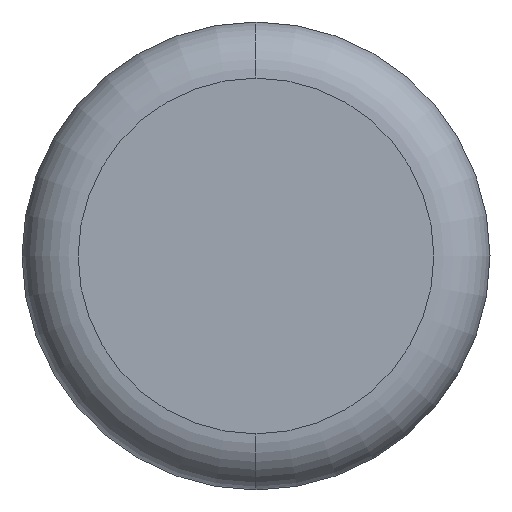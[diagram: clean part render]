
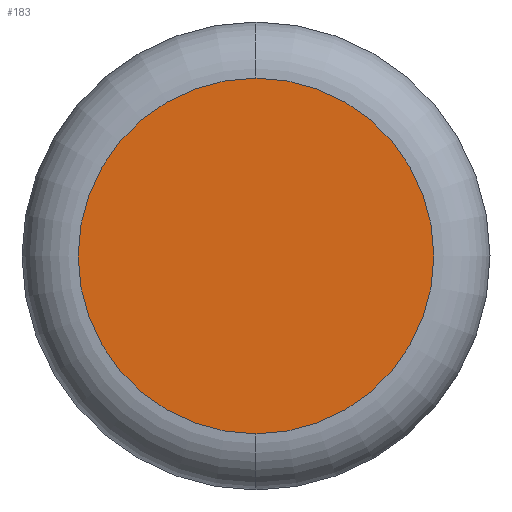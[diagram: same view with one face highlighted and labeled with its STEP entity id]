
A CAD part, front view. The second image highlights one B-rep face of the part: STEP entity #183.
In plain terms, the highlighted planar face has unit normal (0, -1, 0).
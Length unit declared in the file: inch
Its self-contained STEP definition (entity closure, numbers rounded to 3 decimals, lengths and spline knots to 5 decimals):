
#2 = CARTESIAN_POINT ( 'NONE',  ( 0., 0., 0. ) ) ;
#13 = EDGE_CURVE ( 'NONE', #467, #394, #470, .T. ) ;
#70 = CARTESIAN_POINT ( 'NONE',  ( 0., 0., -0.095 ) ) ;
#80 = ORIENTED_EDGE ( 'NONE', *, *, #475, .T. ) ;
#98 = CARTESIAN_POINT ( 'NONE',  ( 0., 0., 0. ) ) ;
#103 = CIRCLE ( 'NONE', #445, 0.095 ) ;
#183 = ADVANCED_FACE ( 'NONE', ( #224 ), #442, .T. ) ;
#184 = DIRECTION ( 'NONE',  ( 0., -1., 0. ) ) ;
#223 = EDGE_LOOP ( 'NONE', ( #80, #431 ) ) ;
#224 = FACE_OUTER_BOUND ( 'NONE', #223, .T. ) ;
#272 = CARTESIAN_POINT ( 'NONE',  ( 0., 0., 0.095 ) ) ;
#306 = DIRECTION ( 'NONE',  ( 0., 0., -1. ) ) ;
#347 = AXIS2_PLACEMENT_3D ( 'NONE', #2, #489, #355 ) ;
#355 = DIRECTION ( 'NONE',  ( 0., 0., -1. ) ) ;
#372 = AXIS2_PLACEMENT_3D ( 'NONE', #98, #392, #306 ) ;
#392 = DIRECTION ( 'NONE',  ( 0., -1., 0. ) ) ;
#394 = VERTEX_POINT ( 'NONE', #70 ) ;
#407 = CARTESIAN_POINT ( 'NONE',  ( 0., 0., 0. ) ) ;
#431 = ORIENTED_EDGE ( 'NONE', *, *, #13, .T. ) ;
#442 = PLANE ( 'NONE',  #347 ) ;
#445 = AXIS2_PLACEMENT_3D ( 'NONE', #407, #184, #454 ) ;
#454 = DIRECTION ( 'NONE',  ( 0., 0., -1. ) ) ;
#467 = VERTEX_POINT ( 'NONE', #272 ) ;
#470 = CIRCLE ( 'NONE', #372, 0.095 ) ;
#475 = EDGE_CURVE ( 'NONE', #394, #467, #103, .T. ) ;
#489 = DIRECTION ( 'NONE',  ( 0., -1., 0. ) ) ;
